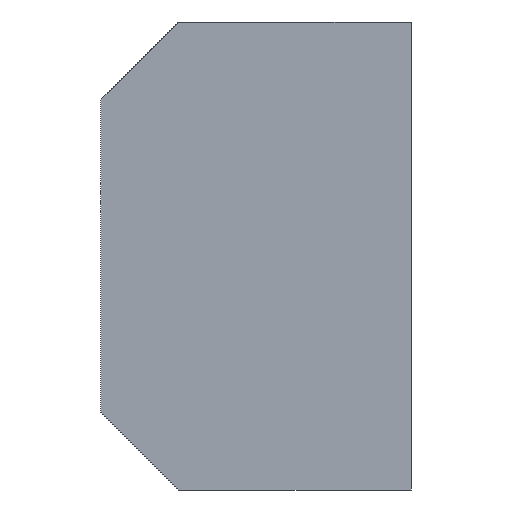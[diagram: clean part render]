
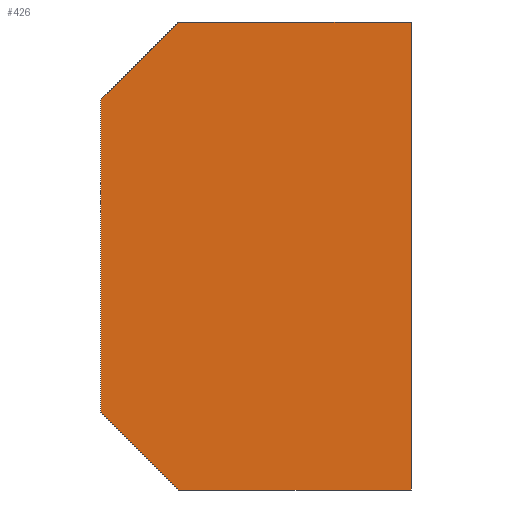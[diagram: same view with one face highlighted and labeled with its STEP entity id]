
A CAD part, left-side view. The second image highlights one B-rep face of the part: STEP entity #426.
In plain terms, the highlighted planar face has unit normal (-1, 0, 0).
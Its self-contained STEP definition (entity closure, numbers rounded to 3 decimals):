
#215=DIRECTION('',(0.,0.,1.));
#216=VECTOR('',#215,125.98);
#217=CARTESIAN_POINT('',(-48.756,1.5,-63.));
#218=LINE('',#217,#216);
#229=DIRECTION('',(0.,0.707,-0.707));
#230=VECTOR('',#229,29.67);
#231=CARTESIAN_POINT('',(-48.756,64.02,62.98));
#232=LINE('',#231,#230);
#236=DIRECTION('',(0.,-1.,0.));
#237=VECTOR('',#236,62.52);
#238=CARTESIAN_POINT('',(-48.756,64.02,62.98));
#239=LINE('',#238,#237);
#243=DIRECTION('',(0.,1.,0.));
#244=VECTOR('',#243,62.5);
#245=CARTESIAN_POINT('',(-48.756,1.5,-63.));
#246=LINE('',#245,#244);
#250=DIRECTION('',(0.,-0.707,-0.707));
#251=VECTOR('',#250,29.698);
#252=CARTESIAN_POINT('',(-48.756,85.,-42.));
#253=LINE('',#252,#251);
#285=DIRECTION('',(0.,0.,1.));
#286=VECTOR('',#285,84.);
#287=CARTESIAN_POINT('',(-48.756,85.,-42.));
#288=LINE('',#287,#286);
#335=CARTESIAN_POINT('',(-48.756,1.5,-63.));
#337=VERTEX_POINT('',#335);
#346=CARTESIAN_POINT('',(-48.756,64.02,62.98));
#347=CARTESIAN_POINT('',(-48.756,85.,42.));
#348=VERTEX_POINT('',#346);
#349=VERTEX_POINT('',#347);
#351=CARTESIAN_POINT('',(-48.756,1.5,62.98));
#353=VERTEX_POINT('',#351);
#354=CARTESIAN_POINT('',(-48.756,85.,-42.));
#355=CARTESIAN_POINT('',(-48.756,64.,-63.));
#356=VERTEX_POINT('',#354);
#357=VERTEX_POINT('',#355);
#409=CARTESIAN_POINT('',(-48.756,1.5,-63.));
#410=DIRECTION('',(-1.,0.,0.));
#411=DIRECTION('',(0.,0.,1.));
#412=AXIS2_PLACEMENT_3D('',#409,#410,#411);
#413=PLANE('',#412);
#415=ORIENTED_EDGE('',*,*,#414,.F.);
#416=ORIENTED_EDGE('',*,*,#393,.T.);
#417=ORIENTED_EDGE('',*,*,#375,.F.);
#419=ORIENTED_EDGE('',*,*,#418,.T.);
#421=ORIENTED_EDGE('',*,*,#420,.F.);
#423=ORIENTED_EDGE('',*,*,#422,.T.);
#424=EDGE_LOOP('',(#415,#416,#417,#419,#421,#423));
#425=FACE_OUTER_BOUND('',#424,.F.);
#375=EDGE_CURVE('',#337,#353,#218,.T.);
#393=EDGE_CURVE('',#348,#353,#239,.T.);
#414=EDGE_CURVE('',#348,#349,#232,.T.);
#418=EDGE_CURVE('',#337,#357,#246,.T.);
#420=EDGE_CURVE('',#356,#357,#253,.T.);
#422=EDGE_CURVE('',#356,#349,#288,.T.);
#426=ADVANCED_FACE('',(#425),#413,.T.);
